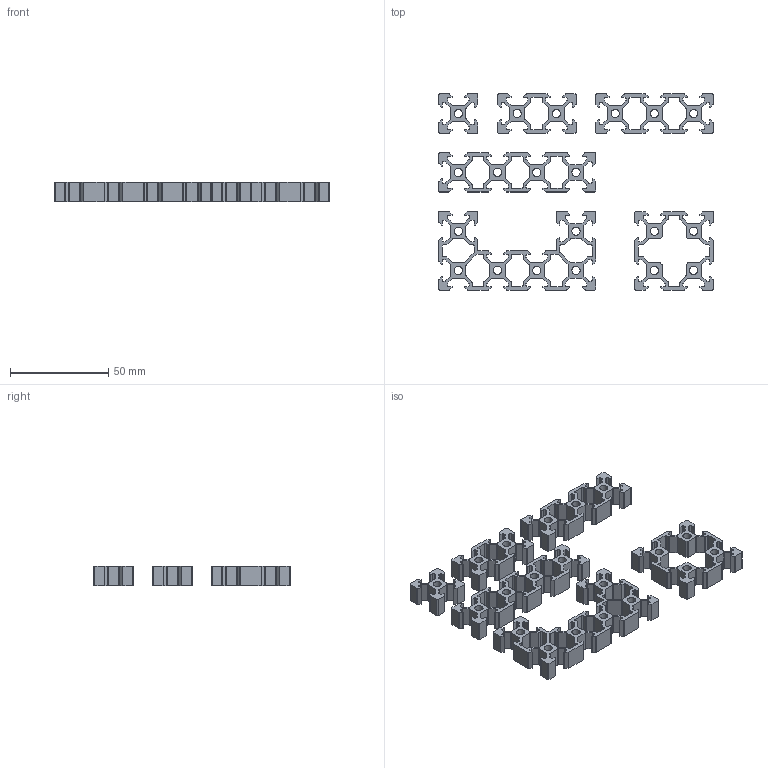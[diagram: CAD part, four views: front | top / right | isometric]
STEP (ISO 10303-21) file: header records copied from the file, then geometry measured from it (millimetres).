
FILE_DESCRIPTION(/* description */ (''),/* implementation_level */ '2;1');
FILE_NAME(/* name */ 'Profiles',/* time_stamp */ '2022-11-09T18:35:15+00:00',/* author */ (''),/* organization */ (''),/* preprocessor_version */ 'ST-DEVELOPER v16.5',/* originating_system */ 'Rhino 7.23',/* authorisation */ '');
FILE_SCHEMA (('CONFIG_CONTROL_DESIGN'));
Length unit declared in the file: millimetre
Products named in the file (1): Document
Bounding box: 140 x 100 x 10 mm (x, y, z)
Volume: 27328.6 mm3; surface area: 32804.1 mm2
Topology: 6 solids, 6 shells, 1408 faces, 4188 edges, 2792 vertices
Faces by surface type: plane 800, cylinder 608
Full cylindrical faces by diameter (mm): 4.2 x20
Entity records: 41020 total; most frequent: CARTESIAN_POINT 14070, ORIENTED_EDGE 8376, EDGE_CURVE 4188, B_SPLINE_CURVE_WITH_KNOTS 2952, VERTEX_POINT 2792, EDGE_LOOP 1472, ADVANCED_FACE 1408, FACE_OUTER_BOUND 1408
